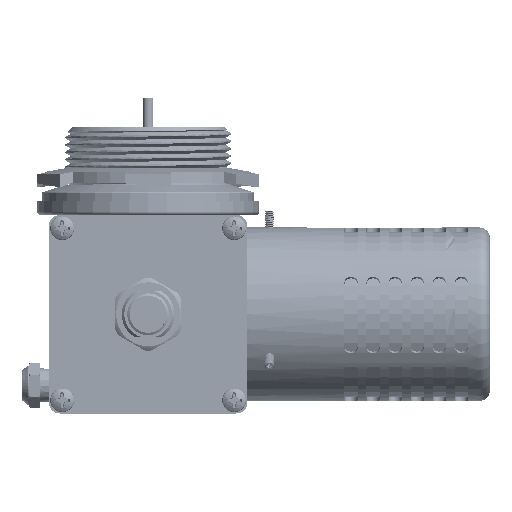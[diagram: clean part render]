
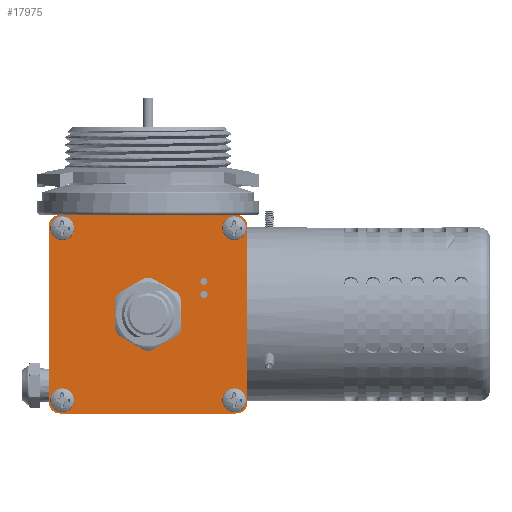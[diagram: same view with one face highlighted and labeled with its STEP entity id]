
A CAD part, front view. The second image highlights one B-rep face of the part: STEP entity #17975.
In plain terms, the highlighted face is planar.
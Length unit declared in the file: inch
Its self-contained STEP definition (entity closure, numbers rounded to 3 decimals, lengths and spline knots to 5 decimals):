
#16886=CARTESIAN_POINT('',(0.,0.35,0.));
#16887=DIRECTION('',(0.,1.,0.));
#16888=DIRECTION('',(1.,0.,0.));
#16889=AXIS2_PLACEMENT_3D('',#16886,#16887,#16888);
#16894=CARTESIAN_POINT('',(0.,0.35,0.));
#16895=DIRECTION('',(0.,1.,0.));
#16896=DIRECTION('',(-1.,0.,0.));
#16897=AXIS2_PLACEMENT_3D('',#16894,#16895,#16896);
#16902=CARTESIAN_POINT('',(-0.375,0.35,-0.633));
#16903=DIRECTION('',(0.,-1.,0.));
#16904=DIRECTION('',(1.,0.,0.));
#16905=AXIS2_PLACEMENT_3D('',#16902,#16903,#16904);
#16910=CARTESIAN_POINT('',(-0.375,0.35,-0.633));
#16911=DIRECTION('',(0.,-1.,0.));
#16912=DIRECTION('',(-1.,0.,0.));
#16913=AXIS2_PLACEMENT_3D('',#16910,#16911,#16912);
#16918=CARTESIAN_POINT('',(-0.225,0.35,-0.633));
#16919=DIRECTION('',(0.,-1.,0.));
#16920=DIRECTION('',(1.,0.,0.));
#16921=AXIS2_PLACEMENT_3D('',#16918,#16919,#16920);
#16926=CARTESIAN_POINT('',(-0.225,0.35,-0.633));
#16927=DIRECTION('',(0.,-1.,0.));
#16928=DIRECTION('',(-1.,0.,0.));
#16929=AXIS2_PLACEMENT_3D('',#16926,#16927,#16928);
#16934=CARTESIAN_POINT('',(-0.975,0.35,-0.975));
#16935=DIRECTION('',(0.,-1.,0.));
#16936=DIRECTION('',(1.,0.,0.));
#16937=AXIS2_PLACEMENT_3D('',#16934,#16935,#16936);
#16942=CARTESIAN_POINT('',(-0.975,0.35,-0.975));
#16943=DIRECTION('',(0.,-1.,0.));
#16944=DIRECTION('',(-1.,0.,0.));
#16945=AXIS2_PLACEMENT_3D('',#16942,#16943,#16944);
#16950=CARTESIAN_POINT('',(0.975,0.35,-0.975));
#16951=DIRECTION('',(0.,-1.,0.));
#16952=DIRECTION('',(0.,0.,1.));
#16953=AXIS2_PLACEMENT_3D('',#16950,#16951,#16952);
#16958=CARTESIAN_POINT('',(0.975,0.35,-0.975));
#16959=DIRECTION('',(0.,-1.,0.));
#16960=DIRECTION('',(0.,0.,-1.));
#16961=AXIS2_PLACEMENT_3D('',#16958,#16959,#16960);
#16966=CARTESIAN_POINT('',(0.975,0.35,0.975));
#16967=DIRECTION('',(0.,-1.,0.));
#16968=DIRECTION('',(-1.,0.,0.));
#16969=AXIS2_PLACEMENT_3D('',#16966,#16967,#16968);
#16974=CARTESIAN_POINT('',(0.975,0.35,0.975));
#16975=DIRECTION('',(0.,-1.,0.));
#16976=DIRECTION('',(1.,0.,0.));
#16977=AXIS2_PLACEMENT_3D('',#16974,#16975,#16976);
#16982=CARTESIAN_POINT('',(-0.975,0.35,0.975));
#16983=DIRECTION('',(0.,-1.,0.));
#16984=DIRECTION('',(0.,0.,-1.));
#16985=AXIS2_PLACEMENT_3D('',#16982,#16983,#16984);
#16990=CARTESIAN_POINT('',(-0.975,0.35,0.975));
#16991=DIRECTION('',(0.,-1.,0.));
#16992=DIRECTION('',(0.,0.,1.));
#16993=AXIS2_PLACEMENT_3D('',#16990,#16991,#16992);
#16998=CARTESIAN_POINT('',(-1.,0.35,-1.));
#16999=DIRECTION('',(0.,1.,0.));
#17000=DIRECTION('',(0.,0.,-1.));
#17001=AXIS2_PLACEMENT_3D('',#16998,#16999,#17000);
#17006=DIRECTION('',(-1.,0.,0.));
#17007=VECTOR('',#17006,2.);
#17008=CARTESIAN_POINT('',(1.,0.35,-1.125));
#17009=LINE('',#17008,#17007);
#17013=CARTESIAN_POINT('',(1.,0.35,-1.));
#17014=DIRECTION('',(0.,1.,0.));
#17015=DIRECTION('',(1.,0.,0.));
#17016=AXIS2_PLACEMENT_3D('',#17013,#17014,#17015);
#17021=DIRECTION('',(0.,0.,-1.));
#17022=VECTOR('',#17021,2.);
#17023=CARTESIAN_POINT('',(1.125,0.35,1.));
#17024=LINE('',#17023,#17022);
#17028=CARTESIAN_POINT('',(1.,0.35,1.));
#17029=DIRECTION('',(0.,1.,0.));
#17030=DIRECTION('',(0.,0.,1.));
#17031=AXIS2_PLACEMENT_3D('',#17028,#17029,#17030);
#17036=DIRECTION('',(1.,0.,0.));
#17037=VECTOR('',#17036,2.);
#17038=CARTESIAN_POINT('',(-1.,0.35,1.125));
#17039=LINE('',#17038,#17037);
#17043=CARTESIAN_POINT('',(-1.,0.35,1.));
#17044=DIRECTION('',(0.,1.,0.));
#17045=DIRECTION('',(-1.,0.,0.));
#17046=AXIS2_PLACEMENT_3D('',#17043,#17044,#17045);
#17051=DIRECTION('',(0.,0.,1.));
#17052=VECTOR('',#17051,2.);
#17053=CARTESIAN_POINT('',(-1.125,0.35,-1.));
#17054=LINE('',#17053,#17052);
#17638=CARTESIAN_POINT('',(-0.335,0.35,-0.633));
#17639=CARTESIAN_POINT('',(-0.415,0.35,-0.633));
#17640=VERTEX_POINT('',#17638);
#17641=VERTEX_POINT('',#17639);
#17646=CARTESIAN_POINT('',(-0.185,0.35,-0.633));
#17647=CARTESIAN_POINT('',(-0.265,0.35,-0.633));
#17648=VERTEX_POINT('',#17646);
#17649=VERTEX_POINT('',#17647);
#17658=CARTESIAN_POINT('',(-0.9,0.35,-0.975));
#17659=CARTESIAN_POINT('',(-1.05,0.35,-0.975));
#17660=VERTEX_POINT('',#17658);
#17661=VERTEX_POINT('',#17659);
#17666=CARTESIAN_POINT('',(0.975,0.35,-0.9));
#17667=CARTESIAN_POINT('',(0.975,0.35,-1.05));
#17668=VERTEX_POINT('',#17666);
#17669=VERTEX_POINT('',#17667);
#17674=CARTESIAN_POINT('',(0.9,0.35,0.975));
#17675=CARTESIAN_POINT('',(1.05,0.35,0.975));
#17676=VERTEX_POINT('',#17674);
#17677=VERTEX_POINT('',#17675);
#17682=CARTESIAN_POINT('',(-0.975,0.35,0.9));
#17683=CARTESIAN_POINT('',(-0.975,0.35,1.05));
#17684=VERTEX_POINT('',#17682);
#17685=VERTEX_POINT('',#17683);
#17700=CARTESIAN_POINT('',(-1.,0.35,-1.125));
#17701=VERTEX_POINT('',#17700);
#17702=CARTESIAN_POINT('',(-1.125,0.35,-1.));
#17703=VERTEX_POINT('',#17702);
#17708=CARTESIAN_POINT('',(-1.125,0.35,1.));
#17709=VERTEX_POINT('',#17708);
#17710=CARTESIAN_POINT('',(-1.,0.35,1.125));
#17711=VERTEX_POINT('',#17710);
#17716=CARTESIAN_POINT('',(1.,0.35,1.125));
#17717=VERTEX_POINT('',#17716);
#17718=CARTESIAN_POINT('',(1.125,0.35,1.));
#17719=VERTEX_POINT('',#17718);
#17724=CARTESIAN_POINT('',(1.125,0.35,-1.));
#17725=VERTEX_POINT('',#17724);
#17726=CARTESIAN_POINT('',(1.,0.35,-1.125));
#17727=VERTEX_POINT('',#17726);
#17778=CARTESIAN_POINT('',(0.3125,0.35,0.));
#17779=CARTESIAN_POINT('',(-0.3125,0.35,0.));
#17780=VERTEX_POINT('',#17778);
#17781=VERTEX_POINT('',#17779);
#17912=CARTESIAN_POINT('',(0.,0.35,0.));
#17913=DIRECTION('',(0.,1.,0.));
#17914=DIRECTION('',(1.,0.,0.));
#17915=AXIS2_PLACEMENT_3D('',#17912,#17913,#17914);
#17916=PLANE('',#17915);
#17918=ORIENTED_EDGE('',*,*,#17917,.F.);
#17920=ORIENTED_EDGE('',*,*,#17919,.F.);
#17922=ORIENTED_EDGE('',*,*,#17921,.F.);
#17924=ORIENTED_EDGE('',*,*,#17923,.F.);
#17926=ORIENTED_EDGE('',*,*,#17925,.F.);
#17928=ORIENTED_EDGE('',*,*,#17927,.F.);
#17930=ORIENTED_EDGE('',*,*,#17929,.F.);
#17932=ORIENTED_EDGE('',*,*,#17931,.F.);
#17933=EDGE_LOOP('',(#17918,#17920,#17922,#17924,#17926,#17928,#17930,#17932));
#17934=FACE_OUTER_BOUND('',#17933,.F.);
#17936=ORIENTED_EDGE('',*,*,#17935,.F.);
#17938=ORIENTED_EDGE('',*,*,#17937,.F.);
#17939=EDGE_LOOP('',(#17936,#17938));
#17940=FACE_BOUND('',#17939,.F.);
#17942=ORIENTED_EDGE('',*,*,#17941,.F.);
#17944=ORIENTED_EDGE('',*,*,#17943,.F.);
#17945=EDGE_LOOP('',(#17942,#17944));
#17946=FACE_BOUND('',#17945,.F.);
#17947=ORIENTED_EDGE('',*,*,#17892,.F.);
#17948=ORIENTED_EDGE('',*,*,#17906,.F.);
#17949=EDGE_LOOP('',(#17947,#17948));
#17950=FACE_BOUND('',#17949,.F.);
#17952=ORIENTED_EDGE('',*,*,#17951,.F.);
#17954=ORIENTED_EDGE('',*,*,#17953,.F.);
#17955=EDGE_LOOP('',(#17952,#17954));
#17956=FACE_BOUND('',#17955,.F.);
#17958=ORIENTED_EDGE('',*,*,#17957,.F.);
#17960=ORIENTED_EDGE('',*,*,#17959,.F.);
#17961=EDGE_LOOP('',(#17958,#17960));
#17962=FACE_BOUND('',#17961,.F.);
#17964=ORIENTED_EDGE('',*,*,#17963,.F.);
#17966=ORIENTED_EDGE('',*,*,#17965,.F.);
#17967=EDGE_LOOP('',(#17964,#17966));
#17968=FACE_BOUND('',#17967,.F.);
#17970=ORIENTED_EDGE('',*,*,#17969,.T.);
#17972=ORIENTED_EDGE('',*,*,#17971,.T.);
#17973=EDGE_LOOP('',(#17970,#17972));
#17974=FACE_BOUND('',#17973,.F.);
#17975=ADVANCED_FACE('',(#17934,#17940,#17946,#17950,#17956,#17962,#17968,
#17974),#17916,.T.);
#16890=CIRCLE('',#16889,0.3125);
#16898=CIRCLE('',#16897,0.3125);
#16906=CIRCLE('',#16905,0.04);
#16914=CIRCLE('',#16913,0.04);
#16922=CIRCLE('',#16921,0.04);
#16930=CIRCLE('',#16929,0.04);
#16938=CIRCLE('',#16937,0.075);
#16946=CIRCLE('',#16945,0.075);
#16954=CIRCLE('',#16953,0.075);
#16962=CIRCLE('',#16961,0.075);
#16970=CIRCLE('',#16969,0.075);
#16978=CIRCLE('',#16977,0.075);
#16986=CIRCLE('',#16985,0.075);
#16994=CIRCLE('',#16993,0.075);
#17002=CIRCLE('',#17001,0.125);
#17017=CIRCLE('',#17016,0.125);
#17032=CIRCLE('',#17031,0.125);
#17047=CIRCLE('',#17046,0.125);
#17892=EDGE_CURVE('',#17660,#17661,#16938,.T.);
#17906=EDGE_CURVE('',#17661,#17660,#16946,.T.);
#17917=EDGE_CURVE('',#17701,#17703,#17002,.T.);
#17919=EDGE_CURVE('',#17727,#17701,#17009,.T.);
#17921=EDGE_CURVE('',#17725,#17727,#17017,.T.);
#17923=EDGE_CURVE('',#17719,#17725,#17024,.T.);
#17925=EDGE_CURVE('',#17717,#17719,#17032,.T.);
#17927=EDGE_CURVE('',#17711,#17717,#17039,.T.);
#17929=EDGE_CURVE('',#17709,#17711,#17047,.T.);
#17931=EDGE_CURVE('',#17703,#17709,#17054,.T.);
#17935=EDGE_CURVE('',#17640,#17641,#16906,.T.);
#17937=EDGE_CURVE('',#17641,#17640,#16914,.T.);
#17941=EDGE_CURVE('',#17648,#17649,#16922,.T.);
#17943=EDGE_CURVE('',#17649,#17648,#16930,.T.);
#17951=EDGE_CURVE('',#17668,#17669,#16954,.T.);
#17953=EDGE_CURVE('',#17669,#17668,#16962,.T.);
#17957=EDGE_CURVE('',#17676,#17677,#16970,.T.);
#17959=EDGE_CURVE('',#17677,#17676,#16978,.T.);
#17963=EDGE_CURVE('',#17684,#17685,#16986,.T.);
#17965=EDGE_CURVE('',#17685,#17684,#16994,.T.);
#17969=EDGE_CURVE('',#17780,#17781,#16890,.T.);
#17971=EDGE_CURVE('',#17781,#17780,#16898,.T.);
